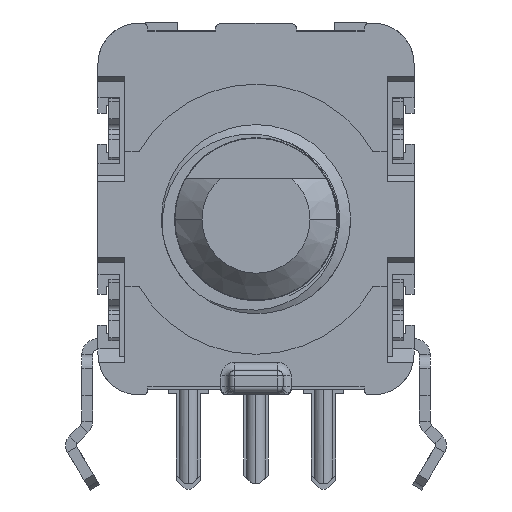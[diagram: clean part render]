
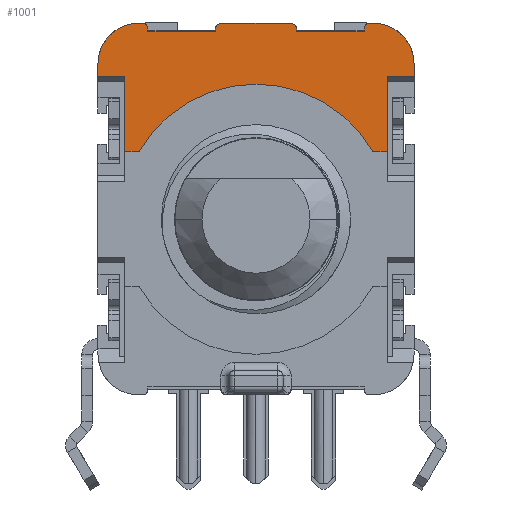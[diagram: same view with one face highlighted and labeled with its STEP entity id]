
A CAD part, front view. The second image highlights one B-rep face of the part: STEP entity #1001.
In plain terms, the highlighted planar face has unit normal (0, -1, 0).
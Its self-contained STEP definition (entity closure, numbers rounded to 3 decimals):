
#1001=ADVANCED_FACE('NONE',(#2534),#2535,.T.);
#2534=FACE_OUTER_BOUND('',#4608,.T.);
#2535=PLANE('',#4609);
#4608=EDGE_LOOP('',(#8690,#8691,#8692,#8693,#8694,#8695,#8696,#8697,#8698,#8699,#8700,#8701,#8702,#8703,#8704,#8705,#8706,#8707,#8708,#8709,#8710,#8711,#8712,#8713));
#4609=AXIS2_PLACEMENT_3D('',#8714,#8715,#8716);
#8690=ORIENTED_EDGE('',*,*,#14497,.T.);
#8691=ORIENTED_EDGE('',*,*,#14498,.T.);
#8692=ORIENTED_EDGE('',*,*,#14364,.F.);
#8693=ORIENTED_EDGE('',*,*,#14499,.T.);
#8694=ORIENTED_EDGE('',*,*,#14500,.T.);
#8695=ORIENTED_EDGE('',*,*,#14501,.F.);
#8696=ORIENTED_EDGE('',*,*,#14332,.F.);
#8697=ORIENTED_EDGE('',*,*,#14502,.F.);
#8698=ORIENTED_EDGE('',*,*,#14503,.T.);
#8699=ORIENTED_EDGE('',*,*,#14504,.T.);
#8700=ORIENTED_EDGE('',*,*,#14505,.T.);
#8701=ORIENTED_EDGE('',*,*,#14506,.T.);
#8702=ORIENTED_EDGE('',*,*,#14507,.T.);
#8703=ORIENTED_EDGE('',*,*,#14313,.T.);
#8704=ORIENTED_EDGE('',*,*,#14508,.T.);
#8705=ORIENTED_EDGE('',*,*,#14509,.T.);
#8706=ORIENTED_EDGE('',*,*,#14510,.T.);
#8707=ORIENTED_EDGE('',*,*,#14511,.T.);
#8708=ORIENTED_EDGE('',*,*,#14512,.T.);
#8709=ORIENTED_EDGE('',*,*,#14318,.T.);
#8710=ORIENTED_EDGE('',*,*,#14513,.T.);
#8711=ORIENTED_EDGE('',*,*,#14514,.T.);
#8712=ORIENTED_EDGE('',*,*,#14515,.T.);
#8713=ORIENTED_EDGE('',*,*,#14516,.T.);
#8714=CARTESIAN_POINT('',(-4.35,-4.2,12.274));
#8715=DIRECTION('',(0.0,-1.0,0.0));
#8716=DIRECTION('',(0.0,0.0,-1.0));
#14313=EDGE_CURVE('NONE',#17272,#17277,#17279,.T.);
#14318=EDGE_CURVE('NONE',#17281,#17286,#17288,.T.);
#14332=EDGE_CURVE('NONE',#17309,#17311,#17312,.T.);
#14364=EDGE_CURVE('NONE',#17365,#17367,#17368,.T.);
#14497=EDGE_CURVE('NONE',#17568,#17569,#17570,.T.);
#14498=EDGE_CURVE('NONE',#17569,#17367,#17571,.T.);
#14499=EDGE_CURVE('NONE',#17365,#17572,#17573,.T.);
#14500=EDGE_CURVE('NONE',#17572,#17574,#17575,.T.);
#14501=EDGE_CURVE('NONE',#17311,#17574,#17576,.T.);
#14502=EDGE_CURVE('NONE',#17577,#17309,#17578,.T.);
#14503=EDGE_CURVE('NONE',#17577,#17579,#17580,.T.);
#14504=EDGE_CURVE('NONE',#17579,#17581,#17582,.T.);
#14505=EDGE_CURVE('NONE',#17581,#17583,#17584,.T.);
#14506=EDGE_CURVE('NONE',#17583,#17585,#17586,.T.);
#14507=EDGE_CURVE('NONE',#17585,#17272,#17587,.T.);
#14508=EDGE_CURVE('NONE',#17277,#17588,#17589,.T.);
#14509=EDGE_CURVE('NONE',#17588,#17590,#17591,.T.);
#14510=EDGE_CURVE('NONE',#17590,#17592,#17593,.T.);
#14511=EDGE_CURVE('NONE',#17592,#17594,#17595,.T.);
#14512=EDGE_CURVE('NONE',#17594,#17281,#17596,.T.);
#14513=EDGE_CURVE('NONE',#17286,#17597,#17598,.T.);
#14514=EDGE_CURVE('NONE',#17597,#17599,#17600,.T.);
#14515=EDGE_CURVE('NONE',#17599,#17601,#17602,.T.);
#14516=EDGE_CURVE('NONE',#17601,#17568,#17603,.T.);
#17272=VERTEX_POINT('NONE',#22007);
#17277=VERTEX_POINT('NONE',#22014);
#17279=LINE('',#22017,#22018);
#17281=VERTEX_POINT('NONE',#22020);
#17286=VERTEX_POINT('NONE',#22027);
#17288=LINE('',#22030,#22031);
#17309=VERTEX_POINT('NONE',#22061);
#17311=VERTEX_POINT('NONE',#22064);
#17312=LINE('',#22065,#22066);
#17365=VERTEX_POINT('NONE',#22144);
#17367=VERTEX_POINT('NONE',#22147);
#17368=LINE('',#22148,#22149);
#17568=VERTEX_POINT('NONE',#22497);
#17569=VERTEX_POINT('NONE',#22498);
#17570=LINE('',#22499,#22500);
#17571=LINE('',#22501,#22502);
#17572=VERTEX_POINT('NONE',#22503);
#17573=LINE('',#22504,#22505);
#17574=VERTEX_POINT('NONE',#22506);
#17575=CIRCLE('',#22507,5.0);
#17576=LINE('',#22508,#22509);
#17577=VERTEX_POINT('NONE',#22510);
#17578=LINE('',#22511,#22512);
#17579=VERTEX_POINT('NONE',#22513);
#17580=LINE('',#22514,#22515);
#17581=VERTEX_POINT('NONE',#22516);
#17582=CIRCLE('',#22517,1.5);
#17583=VERTEX_POINT('NONE',#22518);
#17584=LINE('',#22519,#22520);
#17585=VERTEX_POINT('NONE',#22521);
#17586=CIRCLE('',#22522,0.2);
#17587=LINE('',#22523,#22524);
#17588=VERTEX_POINT('NONE',#22525);
#17589=LINE('',#22526,#22527);
#17590=VERTEX_POINT('NONE',#22528);
#17591=CIRCLE('',#22529,0.2);
#17592=VERTEX_POINT('NONE',#22530);
#17593=LINE('',#22531,#22532);
#17594=VERTEX_POINT('NONE',#22533);
#17595=CIRCLE('',#22534,0.2);
#17596=LINE('',#22535,#22536);
#17597=VERTEX_POINT('NONE',#22537);
#17598=LINE('',#22538,#22539);
#17599=VERTEX_POINT('NONE',#22540);
#17600=CIRCLE('',#22541,0.2);
#17601=VERTEX_POINT('NONE',#22542);
#17602=LINE('',#22543,#22544);
#17603=CIRCLE('',#22545,1.5);
#22007=CARTESIAN_POINT('',(4.0,-4.2,13.474));
#22014=CARTESIAN_POINT('',(1.5,-4.2,13.474));
#22017=CARTESIAN_POINT('',(1.5,-4.2,13.474));
#22018=VECTOR('',#26928,1000.0);
#22020=CARTESIAN_POINT('',(-1.5,-4.2,13.474));
#22027=CARTESIAN_POINT('',(-4.0,-4.2,13.474));
#22030=CARTESIAN_POINT('',(-4.0,-4.2,13.474));
#22031=VECTOR('',#26932,1000.0);
#22061=CARTESIAN_POINT('',(4.85,-4.2,11.824));
#22064=CARTESIAN_POINT('',(4.85,-4.2,9.024));
#22065=CARTESIAN_POINT('',(4.85,-4.2,12.274));
#22066=VECTOR('',#26943,1000.0);
#22144=CARTESIAN_POINT('',(-4.85,-4.2,9.024));
#22147=CARTESIAN_POINT('',(-4.85,-4.2,11.824));
#22148=CARTESIAN_POINT('',(-4.85,-4.2,12.274));
#22149=VECTOR('',#26970,1000.0);
#22497=CARTESIAN_POINT('',(-5.85,-4.2,12.274));
#22498=CARTESIAN_POINT('',(-5.85,-4.2,11.824));
#22499=CARTESIAN_POINT('',(-5.85,-4.2,12.274));
#22500=VECTOR('',#27128,1000.0);
#22501=CARTESIAN_POINT('',(-4.35,-4.2,11.824));
#22502=VECTOR('',#27129,1000.0);
#22503=CARTESIAN_POINT('',(-4.33,-4.2,9.024));
#22504=CARTESIAN_POINT('',(-14.184,-4.2,9.024));
#22505=VECTOR('',#27130,1000.0);
#22506=CARTESIAN_POINT('',(4.33,-4.2,9.024));
#22507=AXIS2_PLACEMENT_3D('',#27131,#27132,#27133);
#22508=CARTESIAN_POINT('',(-14.184,-4.2,9.024));
#22509=VECTOR('',#27134,1000.0);
#22510=CARTESIAN_POINT('',(5.85,-4.2,11.824));
#22511=CARTESIAN_POINT('',(-4.35,-4.2,11.824));
#22512=VECTOR('',#27135,1000.0);
#22513=CARTESIAN_POINT('',(5.85,-4.2,12.274));
#22514=CARTESIAN_POINT('',(5.85,-4.2,12.274));
#22515=VECTOR('',#27136,1000.0);
#22516=CARTESIAN_POINT('',(4.35,-4.2,13.774));
#22517=AXIS2_PLACEMENT_3D('',#27137,#27138,#27139);
#22518=CARTESIAN_POINT('',(4.2,-4.2,13.774));
#22519=CARTESIAN_POINT('',(4.2,-4.2,13.774));
#22520=VECTOR('',#27140,1000.0);
#22521=CARTESIAN_POINT('',(4.0,-4.2,13.574));
#22522=AXIS2_PLACEMENT_3D('',#27141,#27142,#27143);
#22523=CARTESIAN_POINT('',(4.0,-4.2,13.474));
#22524=VECTOR('',#27144,1000.0);
#22525=CARTESIAN_POINT('',(1.5,-4.2,13.574));
#22526=CARTESIAN_POINT('',(1.5,-4.2,13.574));
#22527=VECTOR('',#27145,1000.0);
#22528=CARTESIAN_POINT('',(1.3,-4.2,13.774));
#22529=AXIS2_PLACEMENT_3D('',#27146,#27147,#27148);
#22530=CARTESIAN_POINT('',(-1.3,-4.2,13.774));
#22531=CARTESIAN_POINT('',(-1.3,-4.2,13.774));
#22532=VECTOR('',#27149,1000.0);
#22533=CARTESIAN_POINT('',(-1.5,-4.2,13.574));
#22534=AXIS2_PLACEMENT_3D('',#27150,#27151,#27152);
#22535=CARTESIAN_POINT('',(-1.5,-4.2,13.474));
#22536=VECTOR('',#27153,1000.0);
#22537=CARTESIAN_POINT('',(-4.0,-4.2,13.574));
#22538=CARTESIAN_POINT('',(-4.0,-4.2,13.474));
#22539=VECTOR('',#27154,1000.0);
#22540=CARTESIAN_POINT('',(-4.2,-4.2,13.774));
#22541=AXIS2_PLACEMENT_3D('',#27155,#27156,#27157);
#22542=CARTESIAN_POINT('',(-4.35,-4.2,13.774));
#22543=CARTESIAN_POINT('',(-4.35,-4.2,13.774));
#22544=VECTOR('',#27158,1000.0);
#22545=AXIS2_PLACEMENT_3D('',#27159,#27160,#27161);
#26928=DIRECTION('',(-1.0,0.0,0.));
#26932=DIRECTION('',(-1.0,0.0,0.0));
#26943=DIRECTION('',(0.,0.0,-1.0));
#26970=DIRECTION('',(0.,0.0,1.0));
#27128=DIRECTION('',(0.,0.0,-1.0));
#27129=DIRECTION('',(1.0,0.0,0.));
#27130=DIRECTION('',(1.0,0.0,0.0));
#27131=CARTESIAN_POINT('',(0.,-4.2,6.524));
#27132=DIRECTION('',(0.0,1.0,0.0));
#27133=DIRECTION('',(-1.0,0.0,0.0));
#27134=DIRECTION('',(-1.0,0.0,0.0));
#27135=DIRECTION('',(-1.0,0.0,0.));
#27136=DIRECTION('',(0.,0.0,1.0));
#27137=CARTESIAN_POINT('',(4.35,-4.2,12.274));
#27138=DIRECTION('',(0.0,-1.0,0.0));
#27139=DIRECTION('',(1.0,0.0,0.0));
#27140=DIRECTION('',(-1.0,0.0,0.));
#27141=CARTESIAN_POINT('',(4.2,-4.2,13.574));
#27142=DIRECTION('',(0.0,-1.0,0.0));
#27143=DIRECTION('',(-1.0,0.0,0.0));
#27144=DIRECTION('',(0.0,0.0,-1.0));
#27145=DIRECTION('',(0.0,0.0,1.0));
#27146=CARTESIAN_POINT('',(1.3,-4.2,13.574));
#27147=DIRECTION('',(0.0,-1.0,0.0));
#27148=DIRECTION('',(-1.0,0.0,0.0));
#27149=DIRECTION('',(-1.0,0.0,0.0));
#27150=CARTESIAN_POINT('',(-1.3,-4.2,13.574));
#27151=DIRECTION('',(0.0,-1.0,0.0));
#27152=DIRECTION('',(-1.0,0.0,0.0));
#27153=DIRECTION('',(0.0,0.0,-1.0));
#27154=DIRECTION('',(0.0,0.0,1.0));
#27155=CARTESIAN_POINT('',(-4.2,-4.2,13.574));
#27156=DIRECTION('',(0.0,-1.0,0.0));
#27157=DIRECTION('',(1.0,0.0,0.0));
#27158=DIRECTION('',(-1.0,0.0,0.0));
#27159=CARTESIAN_POINT('',(-4.35,-4.2,12.274));
#27160=DIRECTION('',(0.0,-1.0,0.0));
#27161=DIRECTION('',(1.0,0.0,0.0));
